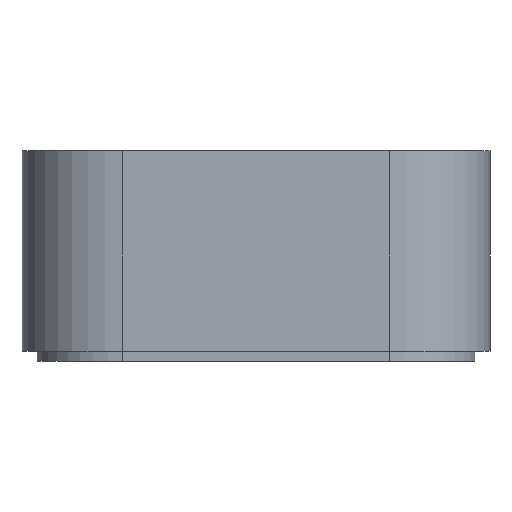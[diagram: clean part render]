
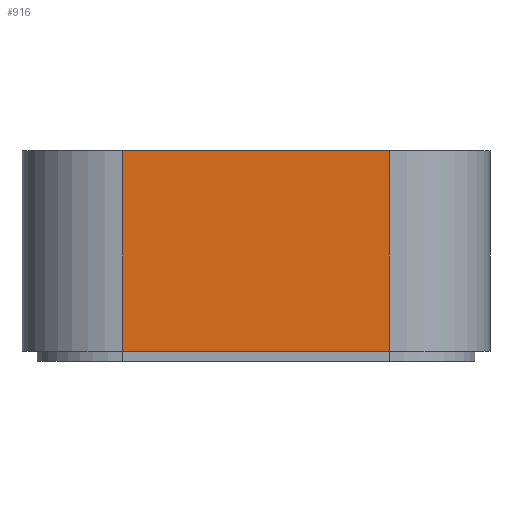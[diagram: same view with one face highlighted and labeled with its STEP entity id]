
A CAD part, front view. The second image highlights one B-rep face of the part: STEP entity #916.
In plain terms, the highlighted planar face has unit normal (0, -1, 0).
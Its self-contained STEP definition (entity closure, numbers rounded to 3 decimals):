
#116=FACE_OUTER_BOUND('',#164,.T.);
#164=EDGE_LOOP('',(#799,#800,#801,#802));
#261=LINE('',#1539,#356);
#262=LINE('',#1542,#357);
#263=LINE('',#1544,#358);
#264=LINE('',#1545,#359);
#356=VECTOR('',#1267,10.);
#357=VECTOR('',#1270,10.);
#358=VECTOR('',#1271,10.);
#359=VECTOR('',#1272,10.);
#444=VERTEX_POINT('',#1535);
#445=VERTEX_POINT('',#1537);
#446=VERTEX_POINT('',#1541);
#447=VERTEX_POINT('',#1543);
#574=EDGE_CURVE('',#444,#445,#261,.T.);
#575=EDGE_CURVE('',#446,#444,#262,.T.);
#576=EDGE_CURVE('',#447,#445,#263,.T.);
#577=EDGE_CURVE('',#446,#447,#264,.T.);
#799=ORIENTED_EDGE('',*,*,#575,.T.);
#800=ORIENTED_EDGE('',*,*,#574,.T.);
#801=ORIENTED_EDGE('',*,*,#576,.F.);
#802=ORIENTED_EDGE('',*,*,#577,.F.);
#870=PLANE('',#1012);
#916=ADVANCED_FACE('',(#116),#870,.T.);
#1012=AXIS2_PLACEMENT_3D('',#1540,#1268,#1269);
#1267=DIRECTION('',(0.,0.,1.));
#1268=DIRECTION('center_axis',(0.,-1.,0.));
#1269=DIRECTION('ref_axis',(1.,0.,0.));
#1270=DIRECTION('',(1.,0.,0.));
#1271=DIRECTION('',(1.,0.,0.));
#1272=DIRECTION('',(0.,0.,1.));
#1535=CARTESIAN_POINT('',(29.3,0.,0.));
#1537=CARTESIAN_POINT('',(29.3,0.,16.));
#1539=CARTESIAN_POINT('',(29.3,0.,0.));
#1540=CARTESIAN_POINT('Origin',(8.,0.,0.));
#1541=CARTESIAN_POINT('',(8.,0.,0.));
#1542=CARTESIAN_POINT('',(8.,0.,0.));
#1543=CARTESIAN_POINT('',(8.,0.,16.));
#1544=CARTESIAN_POINT('',(58.,0.,16.));
#1545=CARTESIAN_POINT('',(8.,0.,0.));
